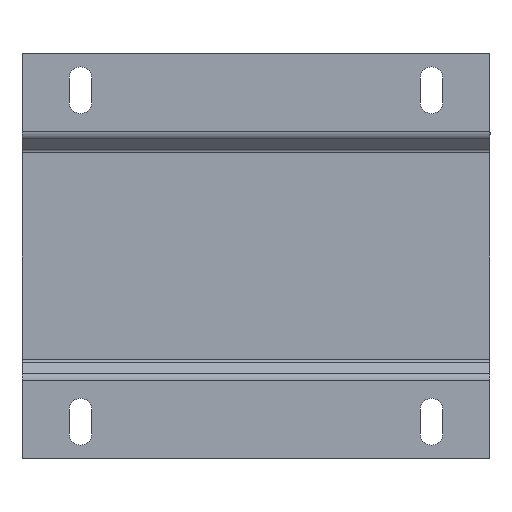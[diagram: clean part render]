
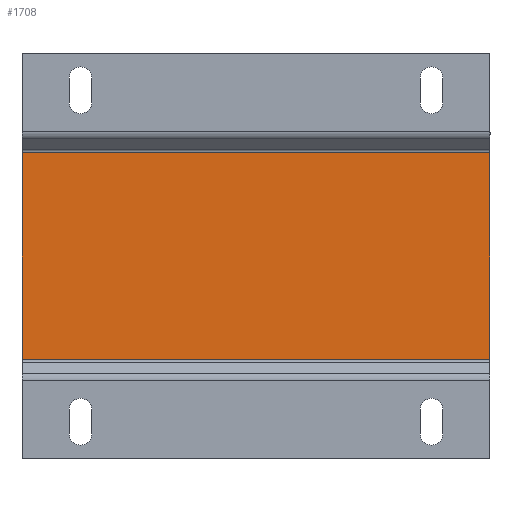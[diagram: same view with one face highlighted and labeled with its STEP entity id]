
A CAD part, front view. The second image highlights one B-rep face of the part: STEP entity #1708.
In plain terms, the highlighted planar face has unit normal (0, -1, 0).
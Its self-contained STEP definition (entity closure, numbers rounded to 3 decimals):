
#226 = ORIENTED_EDGE ( 'NONE', *, *, #5732, .F. ) ;
#833 = LINE ( 'NONE', #8716, #7528 ) ;
#884 = AXIS2_PLACEMENT_3D ( 'NONE', #9236, #7518, #6701 ) ;
#1488 = PLANE ( 'NONE',  #884 ) ;
#1708 = ADVANCED_FACE ( 'NONE', ( #2688 ), #1488, .F. ) ;
#2067 = CARTESIAN_POINT ( 'NONE',  ( 60., -51.5, 26.5 ) ) ;
#2451 = VERTEX_POINT ( 'NONE', #4798 ) ;
#2688 = FACE_OUTER_BOUND ( 'NONE', #8654, .T. ) ;
#2981 = VECTOR ( 'NONE', #4502, 1000. ) ;
#3523 = DIRECTION ( 'NONE',  ( 0., 0., 1. ) ) ;
#3813 = LINE ( 'NONE', #9693, #2981 ) ;
#3968 = VECTOR ( 'NONE', #6866, 1000. ) ;
#4502 = DIRECTION ( 'NONE',  ( -1., 0., 0. ) ) ;
#4798 = CARTESIAN_POINT ( 'NONE',  ( 60., -51.5, -26.5 ) ) ;
#4967 = EDGE_CURVE ( 'NONE', #8667, #9210, #833, .T. ) ;
#5181 = VERTEX_POINT ( 'NONE', #2067 ) ;
#5549 = ORIENTED_EDGE ( 'NONE', *, *, #10457, .F. ) ;
#5732 = EDGE_CURVE ( 'NONE', #5181, #2451, #9156, .T. ) ;
#5808 = ORIENTED_EDGE ( 'NONE', *, *, #4967, .F. ) ;
#5841 = VECTOR ( 'NONE', #7010, 1000. ) ;
#6084 = CARTESIAN_POINT ( 'NONE',  ( 0., -51.5, -26.5 ) ) ;
#6549 = ORIENTED_EDGE ( 'NONE', *, *, #9141, .T. ) ;
#6701 = DIRECTION ( 'NONE',  ( 0., 0., 1. ) ) ;
#6866 = DIRECTION ( 'NONE',  ( 0., 0., -1. ) ) ;
#7010 = DIRECTION ( 'NONE',  ( -1., 0., 0. ) ) ;
#7294 = CARTESIAN_POINT ( 'NONE',  ( -60., -51.5, 26.5 ) ) ;
#7518 = DIRECTION ( 'NONE',  ( 0., 1., 0. ) ) ;
#7528 = VECTOR ( 'NONE', #3523, 1000. ) ;
#8654 = EDGE_LOOP ( 'NONE', ( #5549, #226, #6549, #5808 ) ) ;
#8667 = VERTEX_POINT ( 'NONE', #10664 ) ;
#8716 = CARTESIAN_POINT ( 'NONE',  ( -60., -51.5, 52. ) ) ;
#9141 = EDGE_CURVE ( 'NONE', #5181, #9210, #3813, .T. ) ;
#9156 = LINE ( 'NONE', #10431, #3968 ) ;
#9210 = VERTEX_POINT ( 'NONE', #7294 ) ;
#9236 = CARTESIAN_POINT ( 'NONE',  ( 0., -51.5, 0. ) ) ;
#9693 = CARTESIAN_POINT ( 'NONE',  ( 0., -51.5, 26.5 ) ) ;
#10431 = CARTESIAN_POINT ( 'NONE',  ( 60., -51.5, 52. ) ) ;
#10457 = EDGE_CURVE ( 'NONE', #2451, #8667, #10474, .T. ) ;
#10474 = LINE ( 'NONE', #6084, #5841 ) ;
#10664 = CARTESIAN_POINT ( 'NONE',  ( -60., -51.5, -26.5 ) ) ;
